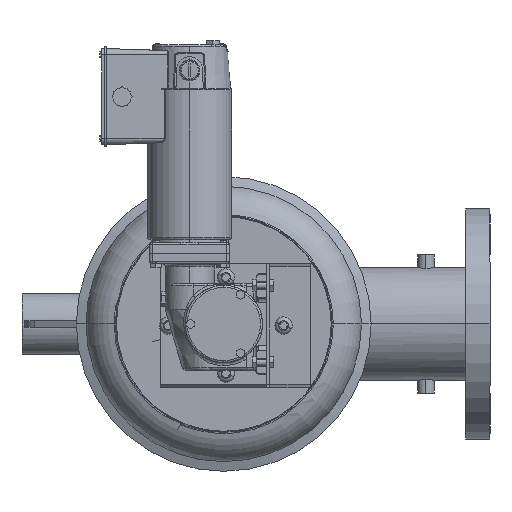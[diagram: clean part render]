
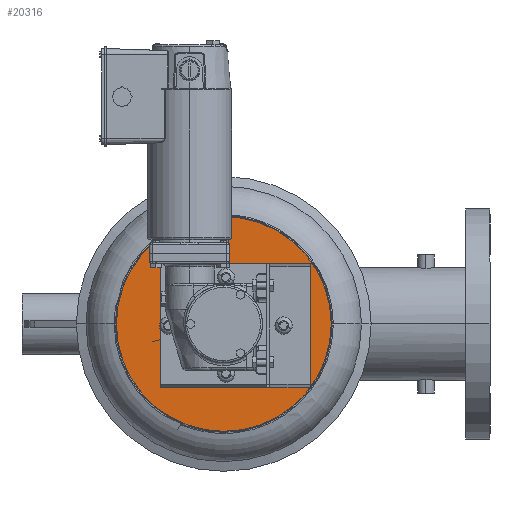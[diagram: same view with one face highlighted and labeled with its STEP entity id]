
A CAD part, left-side view. The second image highlights one B-rep face of the part: STEP entity #20316.
In plain terms, the highlighted planar face has unit normal (-1, 0, 0).
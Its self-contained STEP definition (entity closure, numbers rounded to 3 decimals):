
#1245 = DIRECTION ( 'NONE',  ( 1., 0., 0. ) ) ;
#2386 = AXIS2_PLACEMENT_3D ( 'NONE', #21381, #29391, #8931 ) ;
#3848 = AXIS2_PLACEMENT_3D ( 'NONE', #24259, #24038, #4080 ) ;
#4080 = DIRECTION ( 'NONE',  ( 0., 0., -1. ) ) ;
#4560 = ORIENTED_EDGE ( 'NONE', *, *, #5091, .F. ) ;
#4994 = EDGE_LOOP ( 'NONE', ( #30972, #4560 ) ) ;
#5091 = EDGE_CURVE ( 'NONE', #21070, #12220, #11623, .T. ) ;
#5720 = EDGE_CURVE ( 'NONE', #12220, #21070, #29306, .T. ) ;
#8931 = DIRECTION ( 'NONE',  ( 0., 0., -1. ) ) ;
#9081 = DIRECTION ( 'NONE',  ( 0., 0., -1. ) ) ;
#9141 = AXIS2_PLACEMENT_3D ( 'NONE', #23741, #1245, #9081 ) ;
#11623 = CIRCLE ( 'NONE', #9141, 106.362 ) ;
#12220 = VERTEX_POINT ( 'NONE', #19260 ) ;
#19260 = CARTESIAN_POINT ( 'NONE',  ( 0., 0., 106.362 ) ) ;
#20316 = ADVANCED_FACE ( 'NONE', ( #27432 ), #32065, .F. ) ;
#21070 = VERTEX_POINT ( 'NONE', #21220 ) ;
#21220 = CARTESIAN_POINT ( 'NONE',  ( 0., 0., -106.362 ) ) ;
#21381 = CARTESIAN_POINT ( 'NONE',  ( 0., 0., 0. ) ) ;
#23741 = CARTESIAN_POINT ( 'NONE',  ( 0., 0., 0. ) ) ;
#24038 = DIRECTION ( 'NONE',  ( 1., 0., 0. ) ) ;
#24259 = CARTESIAN_POINT ( 'NONE',  ( 0., 0., 0. ) ) ;
#27432 = FACE_OUTER_BOUND ( 'NONE', #4994, .T. ) ;
#29306 = CIRCLE ( 'NONE', #2386, 106.362 ) ;
#29391 = DIRECTION ( 'NONE',  ( 1., 0., 0. ) ) ;
#30972 = ORIENTED_EDGE ( 'NONE', *, *, #5720, .F. ) ;
#32065 = PLANE ( 'NONE',  #3848 ) ;
